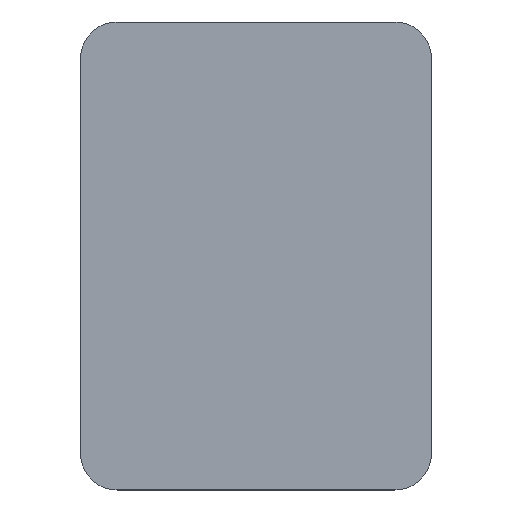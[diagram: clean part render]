
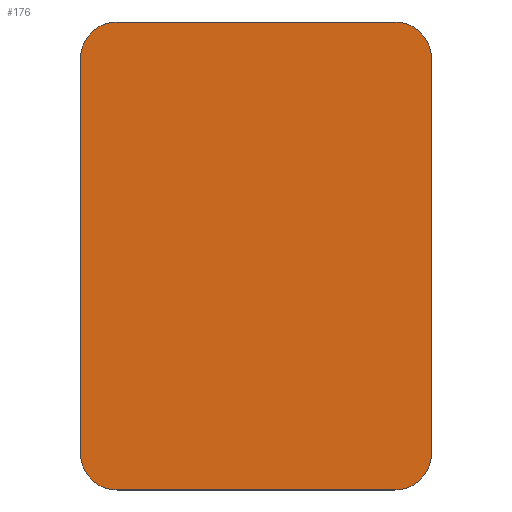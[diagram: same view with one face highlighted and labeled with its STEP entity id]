
A CAD part, top view. The second image highlights one B-rep face of the part: STEP entity #176.
In plain terms, the highlighted planar face has unit normal (0, 0, 1).
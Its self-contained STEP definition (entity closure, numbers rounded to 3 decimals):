
#17=PLANE('',#190);
#24=FACE_OUTER_BOUND('',#34,.T.);
#34=EDGE_LOOP('',(#130,#131,#132,#133,#134,#135,#136,#137));
#44=LINE('',#270,#60);
#47=LINE('',#276,#63);
#48=LINE('',#280,#64);
#49=LINE('',#284,#65);
#60=VECTOR('',#216,10.);
#63=VECTOR('',#221,10.);
#64=VECTOR('',#224,10.);
#65=VECTOR('',#227,10.);
#75=CIRCLE('',#188,5.);
#76=CIRCLE('',#191,5.);
#77=CIRCLE('',#192,5.);
#78=CIRCLE('',#193,5.);
#84=VERTEX_POINT('',#263);
#85=VERTEX_POINT('',#265);
#86=VERTEX_POINT('',#269);
#88=VERTEX_POINT('',#275);
#89=VERTEX_POINT('',#277);
#90=VERTEX_POINT('',#279);
#91=VERTEX_POINT('',#281);
#92=VERTEX_POINT('',#283);
#100=EDGE_CURVE('',#84,#85,#75,.T.);
#102=EDGE_CURVE('',#86,#85,#44,.F.);
#105=EDGE_CURVE('',#84,#88,#47,.F.);
#106=EDGE_CURVE('',#89,#88,#76,.T.);
#107=EDGE_CURVE('',#89,#90,#48,.F.);
#108=EDGE_CURVE('',#91,#90,#77,.T.);
#109=EDGE_CURVE('',#91,#92,#49,.F.);
#110=EDGE_CURVE('',#86,#92,#78,.T.);
#130=ORIENTED_EDGE('',*,*,#100,.F.);
#131=ORIENTED_EDGE('',*,*,#105,.T.);
#132=ORIENTED_EDGE('',*,*,#106,.F.);
#133=ORIENTED_EDGE('',*,*,#107,.T.);
#134=ORIENTED_EDGE('',*,*,#108,.F.);
#135=ORIENTED_EDGE('',*,*,#109,.T.);
#136=ORIENTED_EDGE('',*,*,#110,.F.);
#137=ORIENTED_EDGE('',*,*,#102,.T.);
#176=ADVANCED_FACE('',(#24),#17,.T.);
#188=AXIS2_PLACEMENT_3D('',#266,#211,#212);
#190=AXIS2_PLACEMENT_3D('',#274,#219,#220);
#191=AXIS2_PLACEMENT_3D('',#278,#222,#223);
#192=AXIS2_PLACEMENT_3D('',#282,#225,#226);
#193=AXIS2_PLACEMENT_3D('',#285,#228,#229);
#211=DIRECTION('center_axis',(0.,0.,-1.));
#212=DIRECTION('ref_axis',(-0.707,0.707,0.));
#216=DIRECTION('',(1.,0.,0.));
#219=DIRECTION('center_axis',(0.,0.,1.));
#220=DIRECTION('ref_axis',(1.,0.,0.));
#221=DIRECTION('',(0.,1.,0.));
#222=DIRECTION('center_axis',(0.,0.,-1.));
#223=DIRECTION('ref_axis',(-0.707,-0.707,0.));
#224=DIRECTION('',(-1.,0.,0.));
#225=DIRECTION('center_axis',(0.,0.,-1.));
#226=DIRECTION('ref_axis',(0.707,-0.707,0.));
#227=DIRECTION('',(0.,-1.,0.));
#228=DIRECTION('center_axis',(0.,0.,-1.));
#229=DIRECTION('ref_axis',(0.707,0.707,0.));
#263=CARTESIAN_POINT('',(-24.,27.,4.52));
#265=CARTESIAN_POINT('',(-19.,32.,4.52));
#266=CARTESIAN_POINT('Origin',(-19.,27.,4.52));
#269=CARTESIAN_POINT('',(19.,32.,4.52));
#270=CARTESIAN_POINT('',(12.14,32.,4.52));
#274=CARTESIAN_POINT('Origin',(0.,0.,4.52));
#275=CARTESIAN_POINT('',(-24.,-27.,4.52));
#276=CARTESIAN_POINT('',(-24.,18.26,4.52));
#277=CARTESIAN_POINT('',(-19.,-32.,4.52));
#278=CARTESIAN_POINT('Origin',(-19.,-27.,4.52));
#279=CARTESIAN_POINT('',(19.,-32.,4.52));
#280=CARTESIAN_POINT('',(-12.14,-32.,4.52));
#281=CARTESIAN_POINT('',(24.,-27.,4.52));
#282=CARTESIAN_POINT('Origin',(19.,-27.,4.52));
#283=CARTESIAN_POINT('',(24.,27.,4.52));
#284=CARTESIAN_POINT('',(24.,-18.26,4.52));
#285=CARTESIAN_POINT('Origin',(19.,27.,4.52));
